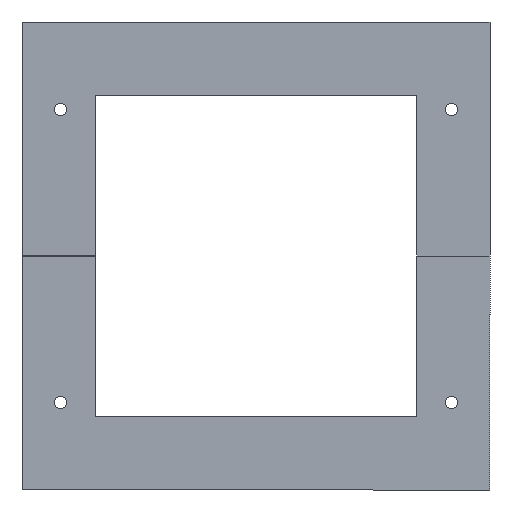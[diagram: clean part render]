
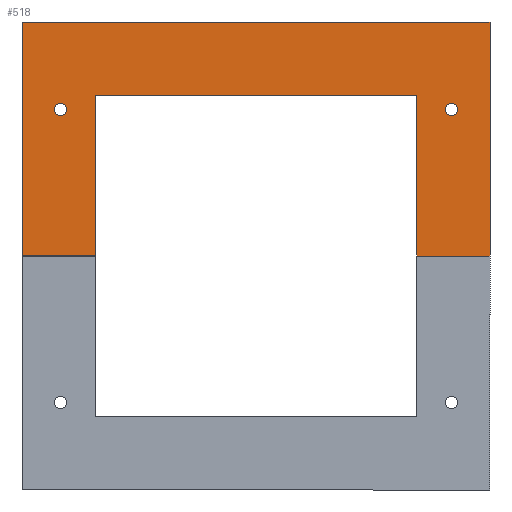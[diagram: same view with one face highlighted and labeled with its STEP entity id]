
A CAD part, front view. The second image highlights one B-rep face of the part: STEP entity #518.
In plain terms, the highlighted planar face has unit normal (0, -1, 0).
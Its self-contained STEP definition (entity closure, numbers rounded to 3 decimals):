
#3 = DIRECTION ( 'NONE',  ( 1., 0., 0. ) ) ;
#4 = ORIENTED_EDGE ( 'NONE', *, *, #128, .T. ) ;
#5 = CARTESIAN_POINT ( 'NONE',  ( -80., 0., 60. ) ) ;
#14 = PLANE ( 'NONE',  #129 ) ;
#20 = FACE_BOUND ( 'NONE', #22, .T. ) ;
#22 = EDGE_LOOP ( 'NONE', ( #46, #153 ) ) ;
#23 = DIRECTION ( 'NONE',  ( 0., 0., 1. ) ) ;
#25 = EDGE_CURVE ( 'NONE', #333, #406, #404, .T. ) ;
#36 = EDGE_CURVE ( 'NONE', #406, #522, #71, .T. ) ;
#37 = CARTESIAN_POINT ( 'NONE',  ( -80., 0., 60. ) ) ;
#39 = DIRECTION ( 'NONE',  ( 0., 1., 0. ) ) ;
#46 = ORIENTED_EDGE ( 'NONE', *, *, #358, .T. ) ;
#52 = EDGE_CURVE ( 'NONE', #237, #333, #514, .T. ) ;
#53 = CARTESIAN_POINT ( 'NONE',  ( 95.75, 0., 0. ) ) ;
#61 = LINE ( 'NONE', #87, #428 ) ;
#62 = VECTOR ( 'NONE', #365, 1000. ) ;
#71 = LINE ( 'NONE', #195, #251 ) ;
#75 = AXIS2_PLACEMENT_3D ( 'NONE', #5, #485, #479 ) ;
#78 = CARTESIAN_POINT ( 'NONE',  ( -65.75, 0., 0. ) ) ;
#87 = CARTESIAN_POINT ( 'NONE',  ( 65.75, 0., 0. ) ) ;
#88 = CARTESIAN_POINT ( 'NONE',  ( -95.75, 0., 95.75 ) ) ;
#96 = LINE ( 'NONE', #53, #473 ) ;
#112 = DIRECTION ( 'NONE',  ( 0., 1., 0. ) ) ;
#115 = CIRCLE ( 'NONE', #210, 2.5 ) ;
#122 = EDGE_CURVE ( 'NONE', #515, #237, #494, .T. ) ;
#125 = VECTOR ( 'NONE', #297, 1000. ) ;
#128 = EDGE_CURVE ( 'NONE', #197, #399, #313, .T. ) ;
#129 = AXIS2_PLACEMENT_3D ( 'NONE', #259, #426, #23 ) ;
#134 = VERTEX_POINT ( 'NONE', #316 ) ;
#136 = CARTESIAN_POINT ( 'NONE',  ( 80., 0., 62.5 ) ) ;
#137 = VECTOR ( 'NONE', #330, 1000. ) ;
#138 = ORIENTED_EDGE ( 'NONE', *, *, #468, .F. ) ;
#140 = ORIENTED_EDGE ( 'NONE', *, *, #52, .F. ) ;
#153 = ORIENTED_EDGE ( 'NONE', *, *, #351, .T. ) ;
#154 = EDGE_LOOP ( 'NONE', ( #452, #369, #138, #247, #303, #418, #409, #140 ) ) ;
#158 = CARTESIAN_POINT ( 'NONE',  ( 80., 0., 60. ) ) ;
#167 = CARTESIAN_POINT ( 'NONE',  ( 65.75, 0., 65.75 ) ) ;
#179 = DIRECTION ( 'NONE',  ( 0., 0., -1. ) ) ;
#180 = VERTEX_POINT ( 'NONE', #167 ) ;
#195 = CARTESIAN_POINT ( 'NONE',  ( -95.75, 0., 95.75 ) ) ;
#197 = VERTEX_POINT ( 'NONE', #211 ) ;
#199 = CARTESIAN_POINT ( 'NONE',  ( -80., 0., 62.5 ) ) ;
#200 = DIRECTION ( 'NONE',  ( 0., 0., -1. ) ) ;
#210 = AXIS2_PLACEMENT_3D ( 'NONE', #158, #39, #179 ) ;
#211 = CARTESIAN_POINT ( 'NONE',  ( -80., 0., 57.5 ) ) ;
#221 = CARTESIAN_POINT ( 'NONE',  ( 65.75, 0., 0. ) ) ;
#228 = AXIS2_PLACEMENT_3D ( 'NONE', #523, #112, #200 ) ;
#234 = EDGE_CURVE ( 'NONE', #399, #197, #274, .T. ) ;
#235 = LINE ( 'NONE', #504, #137 ) ;
#237 = VERTEX_POINT ( 'NONE', #78 ) ;
#247 = ORIENTED_EDGE ( 'NONE', *, *, #422, .F. ) ;
#251 = VECTOR ( 'NONE', #3, 1000. ) ;
#254 = CARTESIAN_POINT ( 'NONE',  ( -65.75, 0., 65.75 ) ) ;
#255 = AXIS2_PLACEMENT_3D ( 'NONE', #37, #489, #276 ) ;
#256 = CARTESIAN_POINT ( 'NONE',  ( -65.75, 0., 65.75 ) ) ;
#258 = EDGE_LOOP ( 'NONE', ( #484, #4 ) ) ;
#259 = CARTESIAN_POINT ( 'NONE',  ( -65.75, 0., 95.75 ) ) ;
#266 = CARTESIAN_POINT ( 'NONE',  ( -95.75, 0., 0. ) ) ;
#274 = CIRCLE ( 'NONE', #75, 2.5 ) ;
#276 = DIRECTION ( 'NONE',  ( 0., 0., 1. ) ) ;
#297 = DIRECTION ( 'NONE',  ( -1., 0., 0. ) ) ;
#303 = ORIENTED_EDGE ( 'NONE', *, *, #431, .F. ) ;
#313 = CIRCLE ( 'NONE', #255, 2.5 ) ;
#314 = CARTESIAN_POINT ( 'NONE',  ( -65.75, 0., 0. ) ) ;
#316 = CARTESIAN_POINT ( 'NONE',  ( 95.75, 0., 0. ) ) ;
#325 = CARTESIAN_POINT ( 'NONE',  ( -95.75, 0., 0. ) ) ;
#330 = DIRECTION ( 'NONE',  ( -1., 0., 0. ) ) ;
#331 = CIRCLE ( 'NONE', #228, 2.5 ) ;
#333 = VERTEX_POINT ( 'NONE', #325 ) ;
#334 = DIRECTION ( 'NONE',  ( 0., 0., -1. ) ) ;
#339 = LINE ( 'NONE', #254, #125 ) ;
#351 = EDGE_CURVE ( 'NONE', #476, #463, #331, .T. ) ;
#358 = EDGE_CURVE ( 'NONE', #463, #476, #115, .T. ) ;
#365 = DIRECTION ( 'NONE',  ( -1., 0., 0. ) ) ;
#369 = ORIENTED_EDGE ( 'NONE', *, *, #517, .F. ) ;
#374 = VECTOR ( 'NONE', #405, 1000. ) ;
#379 = FACE_BOUND ( 'NONE', #258, .T. ) ;
#391 = VECTOR ( 'NONE', #395, 1000. ) ;
#395 = DIRECTION ( 'NONE',  ( 0., 0., 1. ) ) ;
#399 = VERTEX_POINT ( 'NONE', #199 ) ;
#404 = LINE ( 'NONE', #266, #391 ) ;
#405 = DIRECTION ( 'NONE',  ( 0., 0., -1. ) ) ;
#406 = VERTEX_POINT ( 'NONE', #88 ) ;
#409 = ORIENTED_EDGE ( 'NONE', *, *, #25, .F. ) ;
#417 = VERTEX_POINT ( 'NONE', #221 ) ;
#418 = ORIENTED_EDGE ( 'NONE', *, *, #36, .F. ) ;
#421 = CARTESIAN_POINT ( 'NONE',  ( 80., 0., 57.5 ) ) ;
#422 = EDGE_CURVE ( 'NONE', #134, #417, #235, .T. ) ;
#426 = DIRECTION ( 'NONE',  ( 0., 1., 0. ) ) ;
#428 = VECTOR ( 'NONE', #499, 1000. ) ;
#431 = EDGE_CURVE ( 'NONE', #522, #134, #96, .T. ) ;
#442 = FACE_OUTER_BOUND ( 'NONE', #154, .T. ) ;
#452 = ORIENTED_EDGE ( 'NONE', *, *, #122, .F. ) ;
#463 = VERTEX_POINT ( 'NONE', #136 ) ;
#468 = EDGE_CURVE ( 'NONE', #417, #180, #61, .T. ) ;
#473 = VECTOR ( 'NONE', #334, 1000. ) ;
#476 = VERTEX_POINT ( 'NONE', #421 ) ;
#479 = DIRECTION ( 'NONE',  ( 0., 0., 1. ) ) ;
#483 = CARTESIAN_POINT ( 'NONE',  ( -65.75, 0., 0. ) ) ;
#484 = ORIENTED_EDGE ( 'NONE', *, *, #234, .T. ) ;
#485 = DIRECTION ( 'NONE',  ( 0., 1., 0. ) ) ;
#489 = DIRECTION ( 'NONE',  ( 0., 1., 0. ) ) ;
#494 = LINE ( 'NONE', #483, #374 ) ;
#498 = CARTESIAN_POINT ( 'NONE',  ( 95.75, 0., 95.75 ) ) ;
#499 = DIRECTION ( 'NONE',  ( 0., 0., 1. ) ) ;
#504 = CARTESIAN_POINT ( 'NONE',  ( 65.75, 0., 0. ) ) ;
#514 = LINE ( 'NONE', #314, #62 ) ;
#515 = VERTEX_POINT ( 'NONE', #256 ) ;
#517 = EDGE_CURVE ( 'NONE', #180, #515, #339, .T. ) ;
#518 = ADVANCED_FACE ( 'NONE', ( #20, #379, #442 ), #14, .F. ) ;
#522 = VERTEX_POINT ( 'NONE', #498 ) ;
#523 = CARTESIAN_POINT ( 'NONE',  ( 80., 0., 60. ) ) ;
